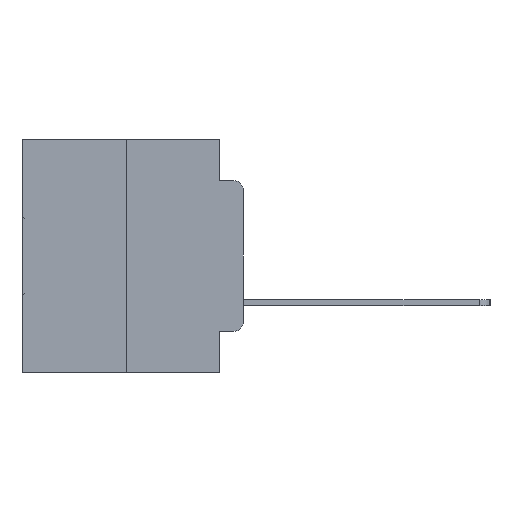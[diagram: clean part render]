
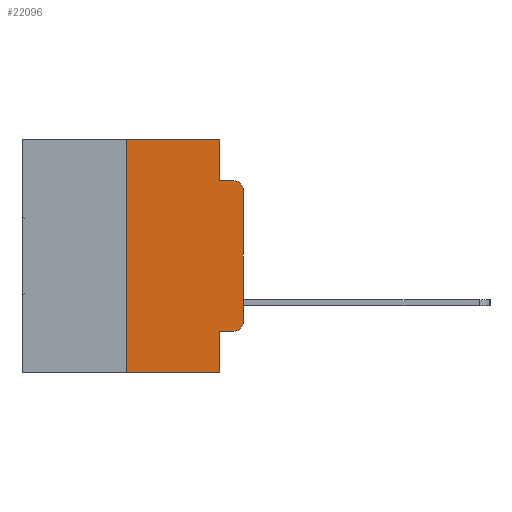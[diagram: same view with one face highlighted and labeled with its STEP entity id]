
A CAD part, left-side view. The second image highlights one B-rep face of the part: STEP entity #22096.
In plain terms, the highlighted planar face has unit normal (-1, 0, 0).
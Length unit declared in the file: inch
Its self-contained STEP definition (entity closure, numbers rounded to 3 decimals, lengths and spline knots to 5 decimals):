
#22 = DIRECTION ( 'NONE',  ( 0., -1., 0. ) ) ;
#125 = VECTOR ( 'NONE', #22, 39.37008 ) ;
#140 = DIRECTION ( 'NONE',  ( 0., 0., -1. ) ) ;
#516 = ORIENTED_EDGE ( 'NONE', *, *, #19568, .F. ) ;
#1116 = VERTEX_POINT ( 'NONE', #5259 ) ;
#1243 = ORIENTED_EDGE ( 'NONE', *, *, #19655, .F. ) ;
#1622 = ORIENTED_EDGE ( 'NONE', *, *, #11627, .T. ) ;
#2230 = CARTESIAN_POINT ( 'NONE',  ( 0., 0., -0.3915 ) ) ;
#2890 = FACE_OUTER_BOUND ( 'NONE', #17544, .T. ) ;
#3217 = DIRECTION ( 'NONE',  ( 0., 0., -1. ) ) ;
#3325 = EDGE_CURVE ( 'NONE', #6603, #30559, #18437, .T. ) ;
#3444 = VERTEX_POINT ( 'NONE', #17457 ) ;
#3946 = LINE ( 'NONE', #27524, #28863 ) ;
#4270 = CARTESIAN_POINT ( 'NONE',  ( 0., 0.051, -0.0885 ) ) ;
#4655 = PLANE ( 'NONE',  #12976 ) ;
#4729 = CARTESIAN_POINT ( 'NONE',  ( 0., 0.051, -0.5 ) ) ;
#5146 = CARTESIAN_POINT ( 'NONE',  ( 0., 0.051, 0. ) ) ;
#5259 = CARTESIAN_POINT ( 'NONE',  ( 0., 0.051, -0.4115 ) ) ;
#5727 = CIRCLE ( 'NONE', #15120, 0.02 ) ;
#5847 = DIRECTION ( 'NONE',  ( 0., -1., 0. ) ) ;
#6603 = VERTEX_POINT ( 'NONE', #7013 ) ;
#6741 = DIRECTION ( 'NONE',  ( 0., -1., 0. ) ) ;
#7013 = CARTESIAN_POINT ( 'NONE',  ( 0., 0.02, -0.4115 ) ) ;
#7125 = DIRECTION ( 'NONE',  ( 1., 0., 0. ) ) ;
#7783 = ORIENTED_EDGE ( 'NONE', *, *, #27227, .T. ) ;
#7820 = CARTESIAN_POINT ( 'NONE',  ( 0., 0.25, 0. ) ) ;
#8529 = ORIENTED_EDGE ( 'NONE', *, *, #14893, .F. ) ;
#10676 = LINE ( 'NONE', #19174, #22059 ) ;
#11627 = EDGE_CURVE ( 'NONE', #20159, #3444, #5727, .T. ) ;
#11845 = VERTEX_POINT ( 'NONE', #7820 ) ;
#11967 = DIRECTION ( 'NONE',  ( 0., -1., 0. ) ) ;
#12029 = ORIENTED_EDGE ( 'NONE', *, *, #24690, .T. ) ;
#12109 = CARTESIAN_POINT ( 'NONE',  ( 0., 0.02, -0.1085 ) ) ;
#12976 = AXIS2_PLACEMENT_3D ( 'NONE', #21678, #7125, #24102 ) ;
#13044 = VECTOR ( 'NONE', #19334, 39.37008 ) ;
#13447 = LINE ( 'NONE', #20420, #14216 ) ;
#14077 = DIRECTION ( 'NONE',  ( -1., 0., 0. ) ) ;
#14216 = VECTOR ( 'NONE', #5847, 39.37008 ) ;
#14553 = DIRECTION ( 'NONE',  ( 0., 0., -1. ) ) ;
#14870 = CARTESIAN_POINT ( 'NONE',  ( 0., 0., -0.1085 ) ) ;
#14893 = EDGE_CURVE ( 'NONE', #11845, #20811, #19690, .T. ) ;
#15120 = AXIS2_PLACEMENT_3D ( 'NONE', #12109, #28869, #14553 ) ;
#16023 = VECTOR ( 'NONE', #3217, 39.37008 ) ;
#16100 = ORIENTED_EDGE ( 'NONE', *, *, #3325, .T. ) ;
#16530 = VERTEX_POINT ( 'NONE', #17220 ) ;
#16777 = LINE ( 'NONE', #20182, #16023 ) ;
#16936 = EDGE_CURVE ( 'NONE', #23981, #3444, #24074, .T. ) ;
#17220 = CARTESIAN_POINT ( 'NONE',  ( 0., 0.25, -0.5 ) ) ;
#17227 = LINE ( 'NONE', #5146, #29131 ) ;
#17404 = CARTESIAN_POINT ( 'NONE',  ( 0., 0.051, -0.0885 ) ) ;
#17457 = CARTESIAN_POINT ( 'NONE',  ( 0., 0.02, -0.0885 ) ) ;
#17544 = EDGE_LOOP ( 'NONE', ( #23356, #1622, #25894, #30644, #8529, #516, #12029, #1243, #7783, #16100 ) ) ;
#18117 = VERTEX_POINT ( 'NONE', #4729 ) ;
#18437 = CIRCLE ( 'NONE', #18719, 0.02 ) ;
#18719 = AXIS2_PLACEMENT_3D ( 'NONE', #25414, #14077, #31296 ) ;
#19174 = CARTESIAN_POINT ( 'NONE',  ( 0., 0.051, -0.4115 ) ) ;
#19334 = DIRECTION ( 'NONE',  ( 0., 0., 1. ) ) ;
#19568 = EDGE_CURVE ( 'NONE', #16530, #11845, #25842, .T. ) ;
#19655 = EDGE_CURVE ( 'NONE', #1116, #18117, #17227, .T. ) ;
#19690 = LINE ( 'NONE', #29071, #125 ) ;
#20159 = VERTEX_POINT ( 'NONE', #14870 ) ;
#20182 = CARTESIAN_POINT ( 'NONE',  ( 0., 0.051, 0. ) ) ;
#20370 = DIRECTION ( 'NONE',  ( 0., 0., 1. ) ) ;
#20420 = CARTESIAN_POINT ( 'NONE',  ( 0., 0.473, -0.5 ) ) ;
#20811 = VERTEX_POINT ( 'NONE', #29427 ) ;
#21678 = CARTESIAN_POINT ( 'NONE',  ( 0., 0.473, 0. ) ) ;
#22059 = VECTOR ( 'NONE', #11967, 39.37008 ) ;
#22096 = ADVANCED_FACE ( 'NONE', ( #2890 ), #4655, .F. ) ;
#23356 = ORIENTED_EDGE ( 'NONE', *, *, #30846, .T. ) ;
#23981 = VERTEX_POINT ( 'NONE', #17404 ) ;
#24074 = LINE ( 'NONE', #4270, #29563 ) ;
#24102 = DIRECTION ( 'NONE',  ( 0., 0., -1. ) ) ;
#24690 = EDGE_CURVE ( 'NONE', #16530, #18117, #13447, .T. ) ;
#25414 = CARTESIAN_POINT ( 'NONE',  ( 0., 0.02, -0.3915 ) ) ;
#25842 = LINE ( 'NONE', #31122, #13044 ) ;
#25894 = ORIENTED_EDGE ( 'NONE', *, *, #16936, .F. ) ;
#27227 = EDGE_CURVE ( 'NONE', #1116, #6603, #10676, .T. ) ;
#27524 = CARTESIAN_POINT ( 'NONE',  ( 0., 0., 0. ) ) ;
#28123 = EDGE_CURVE ( 'NONE', #20811, #23981, #16777, .T. ) ;
#28863 = VECTOR ( 'NONE', #20370, 39.37008 ) ;
#28869 = DIRECTION ( 'NONE',  ( -1., 0., 0. ) ) ;
#29071 = CARTESIAN_POINT ( 'NONE',  ( 0., 0.473, 0. ) ) ;
#29131 = VECTOR ( 'NONE', #140, 39.37008 ) ;
#29427 = CARTESIAN_POINT ( 'NONE',  ( 0., 0.051, 0. ) ) ;
#29563 = VECTOR ( 'NONE', #6741, 39.37008 ) ;
#30559 = VERTEX_POINT ( 'NONE', #2230 ) ;
#30644 = ORIENTED_EDGE ( 'NONE', *, *, #28123, .F. ) ;
#30846 = EDGE_CURVE ( 'NONE', #30559, #20159, #3946, .T. ) ;
#31122 = CARTESIAN_POINT ( 'NONE',  ( 0., 0.25, 0. ) ) ;
#31296 = DIRECTION ( 'NONE',  ( 0., 0., -1. ) ) ;
